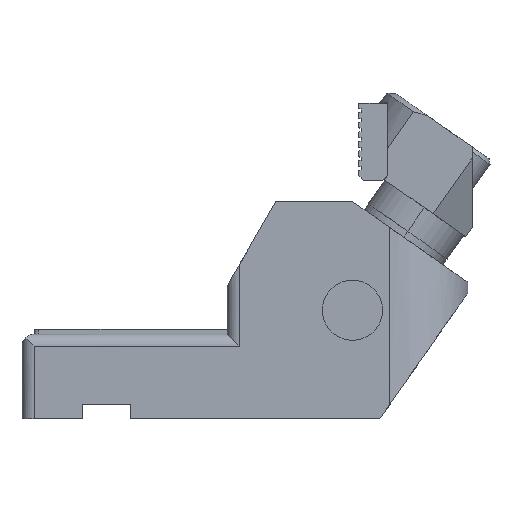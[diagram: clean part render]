
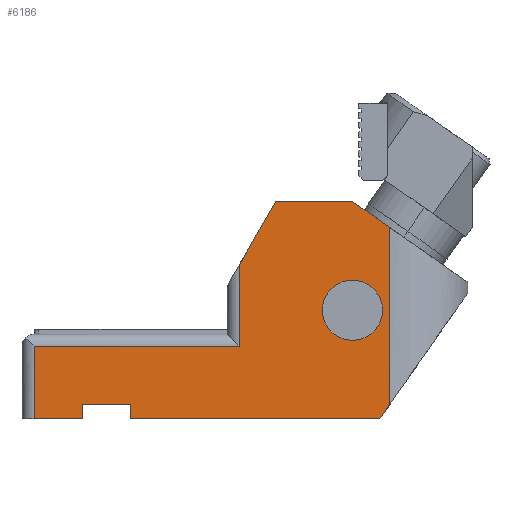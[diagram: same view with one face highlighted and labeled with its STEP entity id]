
A CAD part, top view. The second image highlights one B-rep face of the part: STEP entity #6186.
In plain terms, the highlighted planar face has unit normal (0, 0, 1).
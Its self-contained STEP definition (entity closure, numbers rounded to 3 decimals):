
#64 = EDGE_CURVE ( 'NONE', #6444, #7147, #3978, .T. ) ;
#353 = DIRECTION ( 'NONE',  ( -0.819, 0.574, 0. ) ) ;
#838 = LINE ( 'NONE', #7610, #2880 ) ;
#842 = CARTESIAN_POINT ( 'NONE',  ( 149.62, 44.945, 32.5 ) ) ;
#1199 = DIRECTION ( 'NONE',  ( 0., 1., 0. ) ) ;
#1229 = EDGE_CURVE ( 'NONE', #9705, #5468, #1944, .T. ) ;
#1487 = CARTESIAN_POINT ( 'NONE',  ( 5., 35., 32.5 ) ) ;
#1606 = ORIENTED_EDGE ( 'NONE', *, *, #9529, .T. ) ;
#1658 = VERTEX_POINT ( 'NONE', #8986 ) ;
#1720 = DIRECTION ( 'NONE',  ( 0., 0., 1. ) ) ;
#1734 = VERTEX_POINT ( 'NONE', #2026 ) ;
#1903 = VERTEX_POINT ( 'NONE', #5644 ) ;
#1944 = LINE ( 'NONE', #6882, #3990 ) ;
#1998 = EDGE_CURVE ( 'NONE', #1658, #9537, #838, .T. ) ;
#2026 = CARTESIAN_POINT ( 'NONE',  ( 5., 0., 32.5 ) ) ;
#2124 = VECTOR ( 'NONE', #2331, 1000. ) ;
#2163 = ORIENTED_EDGE ( 'NONE', *, *, #1229, .T. ) ;
#2170 = CARTESIAN_POINT ( 'NONE',  ( 137.12, 44.945, 32.5 ) ) ;
#2184 = LINE ( 'NONE', #1487, #8885 ) ;
#2196 = CARTESIAN_POINT ( 'NONE',  ( 90.1, 90., 32.5 ) ) ;
#2213 = VECTOR ( 'NONE', #3183, 1000. ) ;
#2308 = CARTESIAN_POINT ( 'NONE',  ( 5., 30., 32.5 ) ) ;
#2331 = DIRECTION ( 'NONE',  ( 0.574, 0.819, 0. ) ) ;
#2355 = DIRECTION ( 'NONE',  ( 1., 0., 0. ) ) ;
#2375 = CARTESIAN_POINT ( 'NONE',  ( 25., 6., 32.5 ) ) ;
#2445 = CARTESIAN_POINT ( 'NONE',  ( 0., 0., 32.5 ) ) ;
#2448 = CARTESIAN_POINT ( 'NONE',  ( 137.28, 90., 32.5 ) ) ;
#2460 = CARTESIAN_POINT ( 'NONE',  ( 45., 0., 32.5 ) ) ;
#2494 = ORIENTED_EDGE ( 'NONE', *, *, #1998, .F. ) ;
#2512 = VERTEX_POINT ( 'NONE', #11165 ) ;
#2543 = CARTESIAN_POINT ( 'NONE',  ( 90.1, 30., 32.5 ) ) ;
#2641 = AXIS2_PLACEMENT_3D ( 'NONE', #2170, #7357, #9243 ) ;
#2708 = VECTOR ( 'NONE', #353, 1000. ) ;
#2880 = VECTOR ( 'NONE', #11097, 1000. ) ;
#2961 = EDGE_CURVE ( 'NONE', #6854, #3947, #9524, .T. ) ;
#2986 = CARTESIAN_POINT ( 'NONE',  ( 25., 0., 32.5 ) ) ;
#3057 = CARTESIAN_POINT ( 'NONE',  ( 105.307, 90., 32.5 ) ) ;
#3086 = DIRECTION ( 'NONE',  ( 0., -1., 0. ) ) ;
#3183 = DIRECTION ( 'NONE',  ( 0., -1., 0. ) ) ;
#3220 = LINE ( 'NONE', #3912, #2124 ) ;
#3270 = ORIENTED_EDGE ( 'NONE', *, *, #10735, .T. ) ;
#3293 = LINE ( 'NONE', #2448, #8221 ) ;
#3360 = CIRCLE ( 'NONE', #2641, 12.5 ) ;
#3394 = VECTOR ( 'NONE', #10166, 1000. ) ;
#3422 = ORIENTED_EDGE ( 'NONE', *, *, #10283, .T. ) ;
#3777 = DIRECTION ( 'NONE',  ( 1., 0., 0. ) ) ;
#3912 = CARTESIAN_POINT ( 'NONE',  ( 148.5, 0., 32.5 ) ) ;
#3947 = VERTEX_POINT ( 'NONE', #4087 ) ;
#3978 = LINE ( 'NONE', #2986, #10391 ) ;
#3990 = VECTOR ( 'NONE', #5216, 1000. ) ;
#4053 = PLANE ( 'NONE',  #5601 ) ;
#4056 = EDGE_CURVE ( 'NONE', #8724, #1903, #4816, .T. ) ;
#4087 = CARTESIAN_POINT ( 'NONE',  ( 137.28, 90., 32.5 ) ) ;
#4088 = CARTESIAN_POINT ( 'NONE',  ( 152.505, 5.72, 32.5 ) ) ;
#4245 = ORIENTED_EDGE ( 'NONE', *, *, #6078, .T. ) ;
#4309 = CARTESIAN_POINT ( 'NONE',  ( 152.505, 79.339, 32.5 ) ) ;
#4619 = FACE_OUTER_BOUND ( 'NONE', #10496, .T. ) ;
#4684 = VECTOR ( 'NONE', #9578, 1000. ) ;
#4797 = ORIENTED_EDGE ( 'NONE', *, *, #4056, .F. ) ;
#4816 = CIRCLE ( 'NONE', #8507, 12.5 ) ;
#4962 = LINE ( 'NONE', #2445, #4684 ) ;
#4985 = DIRECTION ( 'NONE',  ( -1., 0., 0. ) ) ;
#5060 = EDGE_CURVE ( 'NONE', #3947, #9537, #3293, .T. ) ;
#5114 = CARTESIAN_POINT ( 'NONE',  ( 137.12, 44.945, 32.5 ) ) ;
#5216 = DIRECTION ( 'NONE',  ( -1., 0., 0. ) ) ;
#5382 = EDGE_CURVE ( 'NONE', #9701, #9957, #9709, .T. ) ;
#5468 = VERTEX_POINT ( 'NONE', #10723 ) ;
#5601 = AXIS2_PLACEMENT_3D ( 'NONE', #2308, #7565, #2355 ) ;
#5644 = CARTESIAN_POINT ( 'NONE',  ( 124.62, 44.945, 32.5 ) ) ;
#5739 = VECTOR ( 'NONE', #6169, 1000. ) ;
#5842 = CARTESIAN_POINT ( 'NONE',  ( 152.505, 90., 32.5 ) ) ;
#5852 = FACE_BOUND ( 'NONE', #11000, .T. ) ;
#6078 = EDGE_CURVE ( 'NONE', #7147, #2512, #11016, .T. ) ;
#6163 = ORIENTED_EDGE ( 'NONE', *, *, #64, .T. ) ;
#6169 = DIRECTION ( 'NONE',  ( 1., 0., 0. ) ) ;
#6186 = ADVANCED_FACE ( 'PLANAR_11', ( #5852, #4619 ), #4053, .T. ) ;
#6195 = EDGE_CURVE ( 'NONE', #6854, #8063, #8051, .T. ) ;
#6444 = VERTEX_POINT ( 'NONE', #7035 ) ;
#6616 = EDGE_CURVE ( 'NONE', #1903, #8724, #3360, .T. ) ;
#6854 = VERTEX_POINT ( 'NONE', #4309 ) ;
#6882 = CARTESIAN_POINT ( 'NONE',  ( 100., 30., 32.5 ) ) ;
#7035 = CARTESIAN_POINT ( 'NONE',  ( 25., 0., 32.5 ) ) ;
#7147 = VERTEX_POINT ( 'NONE', #2375 ) ;
#7357 = DIRECTION ( 'NONE',  ( 0., 0., 1. ) ) ;
#7370 = CARTESIAN_POINT ( 'NONE',  ( 25., 6., 32.5 ) ) ;
#7547 = DIRECTION ( 'NONE',  ( 0., -1., 0. ) ) ;
#7565 = DIRECTION ( 'NONE',  ( 0., 0., 1. ) ) ;
#7610 = CARTESIAN_POINT ( 'NONE',  ( 85.77, 56.16, 32.5 ) ) ;
#8051 = LINE ( 'NONE', #5842, #3394 ) ;
#8063 = VERTEX_POINT ( 'NONE', #4088 ) ;
#8221 = VECTOR ( 'NONE', #4985, 1000. ) ;
#8457 = VECTOR ( 'NONE', #3777, 1000. ) ;
#8507 = AXIS2_PLACEMENT_3D ( 'NONE', #5114, #1720, #11154 ) ;
#8573 = EDGE_CURVE ( 'NONE', #5468, #1734, #2184, .T. ) ;
#8645 = LINE ( 'NONE', #2196, #10676 ) ;
#8724 = VERTEX_POINT ( 'NONE', #842 ) ;
#8885 = VECTOR ( 'NONE', #7547, 1000. ) ;
#8986 = CARTESIAN_POINT ( 'NONE',  ( 90.1, 63.66, 32.5 ) ) ;
#9128 = CARTESIAN_POINT ( 'NONE',  ( 185., 56.586, 32.5 ) ) ;
#9243 = DIRECTION ( 'NONE',  ( 1., 0., 0. ) ) ;
#9418 = ORIENTED_EDGE ( 'NONE', *, *, #6195, .F. ) ;
#9524 = LINE ( 'NONE', #9128, #2708 ) ;
#9529 = EDGE_CURVE ( 'NONE', #9957, #8063, #3220, .T. ) ;
#9537 = VERTEX_POINT ( 'NONE', #3057 ) ;
#9548 = CARTESIAN_POINT ( 'NONE',  ( 148.5, 0., 32.5 ) ) ;
#9578 = DIRECTION ( 'NONE',  ( 1., 0., 0. ) ) ;
#9658 = CARTESIAN_POINT ( 'NONE',  ( 45., 0., 32.5 ) ) ;
#9701 = VERTEX_POINT ( 'NONE', #2460 ) ;
#9705 = VERTEX_POINT ( 'NONE', #2543 ) ;
#9709 = LINE ( 'NONE', #9658, #5739 ) ;
#9957 = VERTEX_POINT ( 'NONE', #9548 ) ;
#10166 = DIRECTION ( 'NONE',  ( 0., -1., 0. ) ) ;
#10218 = ORIENTED_EDGE ( 'NONE', *, *, #6616, .F. ) ;
#10226 = ORIENTED_EDGE ( 'NONE', *, *, #5060, .T. ) ;
#10228 = ORIENTED_EDGE ( 'NONE', *, *, #5382, .T. ) ;
#10283 = EDGE_CURVE ( 'NONE', #1734, #6444, #4962, .T. ) ;
#10391 = VECTOR ( 'NONE', #1199, 1000. ) ;
#10496 = EDGE_LOOP ( 'NONE', ( #2163, #10921, #3422, #6163, #4245, #11186, #10228, #1606, #9418, #10734, #10226, #2494, #3270 ) ) ;
#10676 = VECTOR ( 'NONE', #3086, 1000. ) ;
#10723 = CARTESIAN_POINT ( 'NONE',  ( 5., 30., 32.5 ) ) ;
#10734 = ORIENTED_EDGE ( 'NONE', *, *, #2961, .T. ) ;
#10735 = EDGE_CURVE ( 'NONE', #1658, #9705, #8645, .T. ) ;
#10895 = CARTESIAN_POINT ( 'NONE',  ( 45., 6., 32.5 ) ) ;
#10921 = ORIENTED_EDGE ( 'NONE', *, *, #8573, .T. ) ;
#10923 = LINE ( 'NONE', #10895, #2213 ) ;
#11000 = EDGE_LOOP ( 'NONE', ( #4797, #10218 ) ) ;
#11016 = LINE ( 'NONE', #7370, #8457 ) ;
#11097 = DIRECTION ( 'NONE',  ( 0.5, 0.866, 0. ) ) ;
#11145 = EDGE_CURVE ( 'NONE', #2512, #9701, #10923, .T. ) ;
#11154 = DIRECTION ( 'NONE',  ( 1., 0., 0. ) ) ;
#11165 = CARTESIAN_POINT ( 'NONE',  ( 45., 6., 32.5 ) ) ;
#11186 = ORIENTED_EDGE ( 'NONE', *, *, #11145, .T. ) ;
